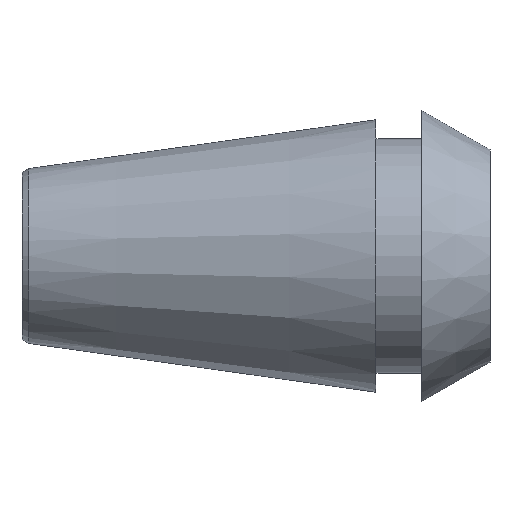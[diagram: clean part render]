
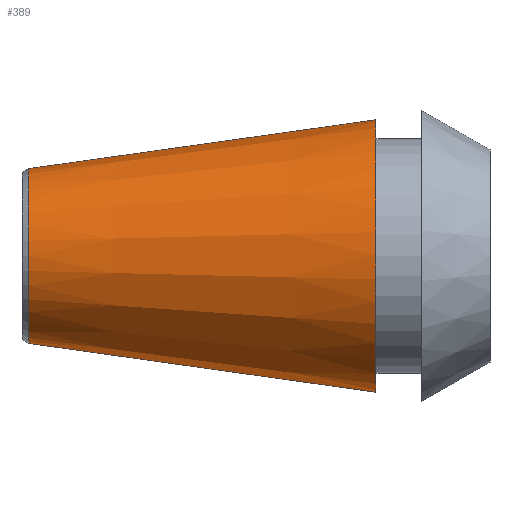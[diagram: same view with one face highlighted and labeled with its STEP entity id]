
A CAD part, top view. The second image highlights one B-rep face of the part: STEP entity #389.
In plain terms, the highlighted conical face has half-angle 8.001 degrees and reference radius 6.566 mm.
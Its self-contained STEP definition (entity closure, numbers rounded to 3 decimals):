
#67=CARTESIAN_POINT('',(-27.1,0.,0.));
#68=DIRECTION('',(1.,0.,0.));
#69=DIRECTION('',(0.,1.,0.));
#70=AXIS2_PLACEMENT_3D('',#67,#68,#69);
#72=CARTESIAN_POINT('',(-6.7,0.,0.));
#73=DIRECTION('',(1.,0.,0.));
#74=DIRECTION('',(0.,1.,0.));
#75=AXIS2_PLACEMENT_3D('',#72,#73,#74);
#100=DIRECTION('',(-0.99,0.139,0.));
#101=VECTOR('',#100,20.601);
#102=CARTESIAN_POINT('',(-6.7,-8.,0.));
#103=LINE('',#102,#101);
#109=DIRECTION('',(-0.99,-0.139,0.));
#110=VECTOR('',#109,20.601);
#111=CARTESIAN_POINT('',(-6.7,8.,0.));
#112=LINE('',#111,#110);
#237=CARTESIAN_POINT('',(-27.1,5.133,0.));
#238=CARTESIAN_POINT('',(-27.1,-5.133,0.));
#239=VERTEX_POINT('',#237);
#240=VERTEX_POINT('',#238);
#253=CARTESIAN_POINT('',(-6.7,8.,0.));
#254=CARTESIAN_POINT('',(-6.7,-8.,0.));
#255=VERTEX_POINT('',#253);
#256=VERTEX_POINT('',#254);
#375=CARTESIAN_POINT('',(-16.9,0.,0.));
#376=DIRECTION('',(1.,0.,0.));
#377=DIRECTION('',(0.,-1.,0.));
#378=AXIS2_PLACEMENT_3D('',#375,#376,#377);
#379=CONICAL_SURFACE('',#378,6.566,8.001);
#381=ORIENTED_EDGE('',*,*,#380,.F.);
#383=ORIENTED_EDGE('',*,*,#382,.F.);
#384=ORIENTED_EDGE('',*,*,#364,.T.);
#386=ORIENTED_EDGE('',*,*,#385,.T.);
#387=EDGE_LOOP('',(#381,#383,#384,#386));
#388=FACE_OUTER_BOUND('',#387,.F.);
#389=ADVANCED_FACE('',(#388),#379,.T.);
#71=CIRCLE('',#70,5.133);
#76=CIRCLE('',#75,8.);
#364=EDGE_CURVE('',#255,#256,#76,.T.);
#380=EDGE_CURVE('',#239,#240,#71,.T.);
#382=EDGE_CURVE('',#255,#239,#112,.T.);
#385=EDGE_CURVE('',#256,#240,#103,.T.);
